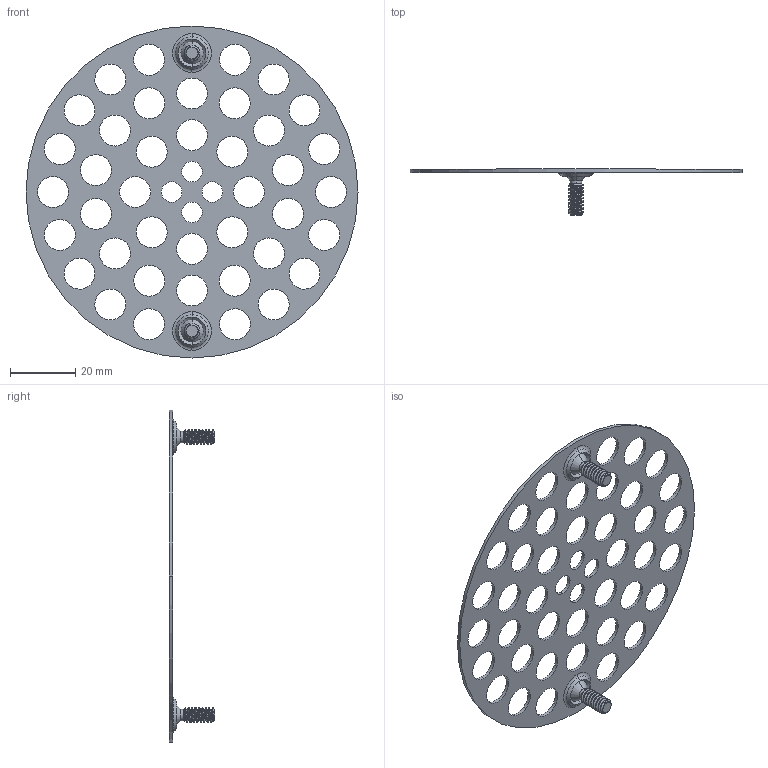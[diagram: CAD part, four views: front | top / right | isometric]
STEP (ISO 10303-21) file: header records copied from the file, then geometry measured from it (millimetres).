
FILE_DESCRIPTION((''),'2;1');
FILE_NAME('238_ASM','2021-10-25T09:43:41',('rsmith'),(''),'CREO PARAMETRIC BY PTC INC, 2018400','CREO PARAMETRIC BY PTC INC, 2018400','');
FILE_SCHEMA(('AUTOMOTIVE_DESIGN { 1 0 10303 214 1 1 1 1 }'));
Length unit declared in the file: inch
Products named in the file (3): 50234; 92010; 238_ASM
Assembly tree (3 placements, depth 2):
  238_ASM
    50234
    92010  x2
Bounding box: 101.98 x 13.99 x 101.98 mm (x, y, z)
Volume: 5745.3 mm3; surface area: 12744.7 mm2
Topology: 3 solids, 3 shells, 192 faces, 526 edges, 340 vertices
Faces by surface type: cylinder 128, cone 24, bspline 18, plane 14, torus 8
Entity records: 9154 total; most frequent: CARTESIAN_POINT 3409, DIRECTION 900, ORIENTED_EDGE 840, PRESENTATION_STYLE_ASSIGNMENT 422, STYLED_ITEM 422, CURVE_STYLE 420, EDGE_CURVE 420, AXIS2_PLACEMENT_3D 381
